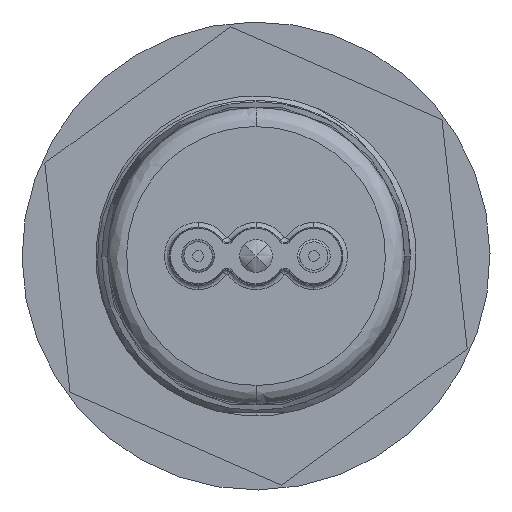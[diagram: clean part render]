
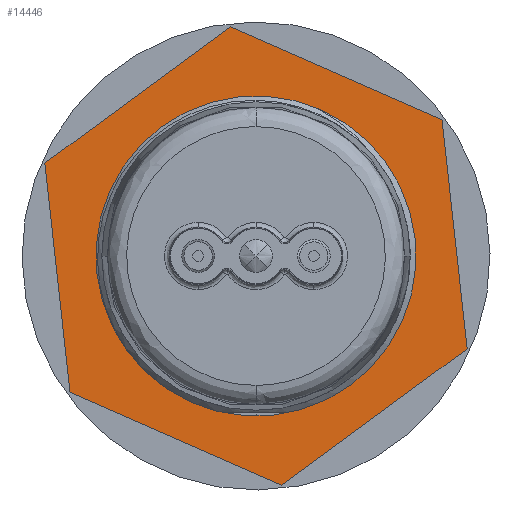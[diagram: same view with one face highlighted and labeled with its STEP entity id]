
A CAD part, front view. The second image highlights one B-rep face of the part: STEP entity #14446.
In plain terms, the highlighted planar face has unit normal (0, -1, 0).
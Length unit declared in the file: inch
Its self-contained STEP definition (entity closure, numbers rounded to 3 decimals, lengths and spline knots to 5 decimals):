
#229 = CARTESIAN_POINT ( 'NONE',  ( 0., 0., 0.47112 ) ) ;
#497 = PLANE ( 'NONE',  #24711 ) ;
#836 = VERTEX_POINT ( 'NONE', #17401 ) ;
#1340 = EDGE_LOOP ( 'NONE', ( #24226, #8219 ) ) ;
#1945 = LINE ( 'NONE', #20087, #6487 ) ;
#2159 = DIRECTION ( 'NONE',  ( 0.866, 0., -0.5 ) ) ;
#2209 = VERTEX_POINT ( 'NONE', #17563 ) ;
#2235 = LINE ( 'NONE', #11211, #11294 ) ;
#2306 = VECTOR ( 'NONE', #10787, 39.37008 ) ;
#2322 = AXIS2_PLACEMENT_3D ( 'NONE', #15470, #3920, #17421 ) ;
#2434 = DIRECTION ( 'NONE',  ( 0., 0., 1. ) ) ;
#2526 = VECTOR ( 'NONE', #2159, 39.37008 ) ;
#3124 = AXIS2_PLACEMENT_3D ( 'NONE', #20118, #8568, #22056 ) ;
#3522 = VECTOR ( 'NONE', #12387, 39.37008 ) ;
#3920 = DIRECTION ( 'NONE',  ( 0., 1., 0. ) ) ;
#4330 = VERTEX_POINT ( 'NONE', #22500 ) ;
#4958 = LINE ( 'NONE', #229, #2526 ) ;
#4999 = VERTEX_POINT ( 'NONE', #17168 ) ;
#5136 = EDGE_CURVE ( 'NONE', #9494, #4999, #7833, .T. ) ;
#5632 = EDGE_CURVE ( 'NONE', #4999, #9494, #20198, .T. ) ;
#6487 = VECTOR ( 'NONE', #16370, 39.37008 ) ;
#6695 = EDGE_CURVE ( 'NONE', #18095, #9268, #1945, .T. ) ;
#7495 = ORIENTED_EDGE ( 'NONE', *, *, #17379, .F. ) ;
#7660 = ORIENTED_EDGE ( 'NONE', *, *, #12551, .F. ) ;
#7833 = CIRCLE ( 'NONE', #2322, 0.327 ) ;
#8219 = ORIENTED_EDGE ( 'NONE', *, *, #5136, .T. ) ;
#8568 = DIRECTION ( 'NONE',  ( 0., 1., 0. ) ) ;
#8832 = CARTESIAN_POINT ( 'NONE',  ( -0.408, 0., 0.23556 ) ) ;
#8950 = CARTESIAN_POINT ( 'NONE',  ( -0.408, 0., 0.23556 ) ) ;
#9268 = VERTEX_POINT ( 'NONE', #8950 ) ;
#9374 = CARTESIAN_POINT ( 'NONE',  ( 0., 0., 0.327 ) ) ;
#9494 = VERTEX_POINT ( 'NONE', #9374 ) ;
#9559 = ORIENTED_EDGE ( 'NONE', *, *, #12845, .F. ) ;
#10787 = DIRECTION ( 'NONE',  ( 0.866, 0., 0.5 ) ) ;
#11211 = CARTESIAN_POINT ( 'NONE',  ( 0.408, 0., 0.23556 ) ) ;
#11294 = VECTOR ( 'NONE', #17021, 39.37008 ) ;
#12221 = VERTEX_POINT ( 'NONE', #13896 ) ;
#12387 = DIRECTION ( 'NONE',  ( -0.866, 0., 0.5 ) ) ;
#12455 = VECTOR ( 'NONE', #13647, 39.37008 ) ;
#12551 = EDGE_CURVE ( 'NONE', #4330, #18095, #18308, .T. ) ;
#12845 = EDGE_CURVE ( 'NONE', #9268, #12221, #22212, .T. ) ;
#13647 = DIRECTION ( 'NONE',  ( -0.866, 0., -0.5 ) ) ;
#13896 = CARTESIAN_POINT ( 'NONE',  ( 0., 0., 0.47112 ) ) ;
#13992 = DIRECTION ( 'NONE',  ( 0., 1., 0. ) ) ;
#14446 = ADVANCED_FACE ( 'NONE', ( #22185, #21605 ), #497, .F. ) ;
#15416 = CARTESIAN_POINT ( 'NONE',  ( 0.408, 0., -0.23556 ) ) ;
#15470 = CARTESIAN_POINT ( 'NONE',  ( 0., 0., 0. ) ) ;
#15596 = ORIENTED_EDGE ( 'NONE', *, *, #17702, .F. ) ;
#16015 = EDGE_LOOP ( 'NONE', ( #23285, #7495, #15596, #9559, #19032, #7660 ) ) ;
#16370 = DIRECTION ( 'NONE',  ( 0., 0., 1. ) ) ;
#16671 = CARTESIAN_POINT ( 'NONE',  ( -0.408, 0., -0.23556 ) ) ;
#17021 = DIRECTION ( 'NONE',  ( 0., 0., -1. ) ) ;
#17168 = CARTESIAN_POINT ( 'NONE',  ( 0., 0., -0.327 ) ) ;
#17379 = EDGE_CURVE ( 'NONE', #2209, #836, #2235, .T. ) ;
#17401 = CARTESIAN_POINT ( 'NONE',  ( 0.408, 0., -0.23556 ) ) ;
#17421 = DIRECTION ( 'NONE',  ( 0., 0., 1. ) ) ;
#17563 = CARTESIAN_POINT ( 'NONE',  ( 0.408, 0., 0.23556 ) ) ;
#17587 = LINE ( 'NONE', #15416, #12455 ) ;
#17702 = EDGE_CURVE ( 'NONE', #12221, #2209, #4958, .T. ) ;
#18095 = VERTEX_POINT ( 'NONE', #16671 ) ;
#18308 = LINE ( 'NONE', #23935, #3522 ) ;
#19032 = ORIENTED_EDGE ( 'NONE', *, *, #6695, .F. ) ;
#19661 = EDGE_CURVE ( 'NONE', #836, #4330, #17587, .T. ) ;
#20087 = CARTESIAN_POINT ( 'NONE',  ( -0.408, 0., -0.23556 ) ) ;
#20118 = CARTESIAN_POINT ( 'NONE',  ( 0., 0., 0. ) ) ;
#20198 = CIRCLE ( 'NONE', #3124, 0.327 ) ;
#21605 = FACE_BOUND ( 'NONE', #1340, .T. ) ;
#21667 = CARTESIAN_POINT ( 'NONE',  ( 0., 0., 0. ) ) ;
#22056 = DIRECTION ( 'NONE',  ( 0., 0., 1. ) ) ;
#22185 = FACE_OUTER_BOUND ( 'NONE', #16015, .T. ) ;
#22212 = LINE ( 'NONE', #8832, #2306 ) ;
#22500 = CARTESIAN_POINT ( 'NONE',  ( 0., 0., -0.47112 ) ) ;
#23285 = ORIENTED_EDGE ( 'NONE', *, *, #19661, .F. ) ;
#23935 = CARTESIAN_POINT ( 'NONE',  ( 0., 0., -0.47112 ) ) ;
#24226 = ORIENTED_EDGE ( 'NONE', *, *, #5632, .T. ) ;
#24711 = AXIS2_PLACEMENT_3D ( 'NONE', #21667, #13992, #2434 ) ;
